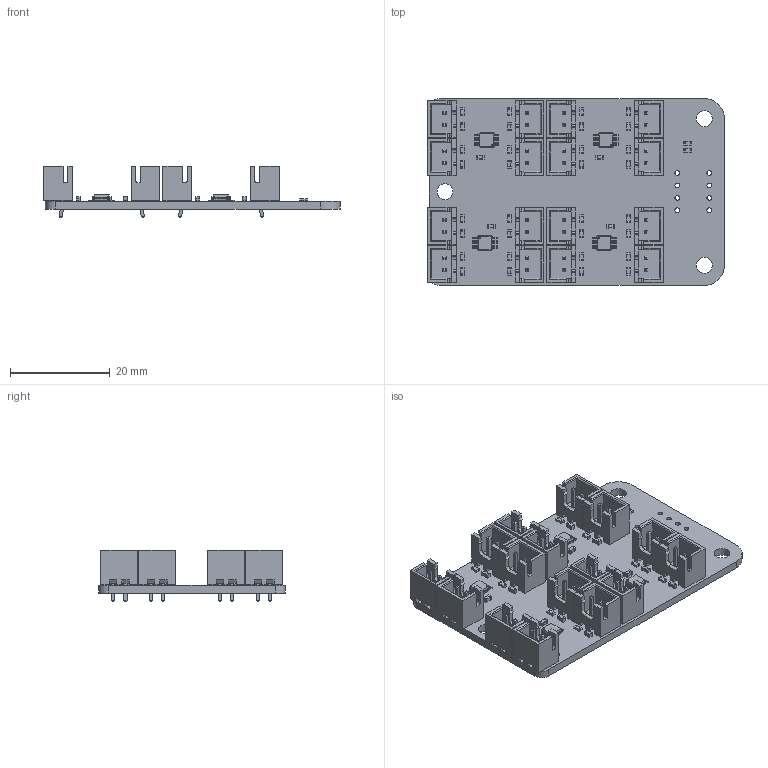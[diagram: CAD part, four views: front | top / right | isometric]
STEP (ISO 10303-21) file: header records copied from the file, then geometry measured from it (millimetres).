
FILE_DESCRIPTION(('KiCad electronic assembly'),'2;1');
FILE_NAME('ThermEX16.step','2024-09-08T11:53:21',('Pcbnew'),('Kicad'), 'Open CASCADE STEP processor 7.7','KiCad to STEP converter','Unknown' );
FILE_SCHEMA(('AUTOMOTIVE_DESIGN { 1 0 10303 214 1 1 1 1 }'));
Length unit declared in the file: millimetre
Products named in the file (10): ThermEX16 1; R_0603_1608Metric; JST_XH_B2B-XH-A_1x02_P2.50mm_Vertical; JST_B2B_XH_A; C_0603_1608Metric; VSSOP-10_3x3mm_P0.5mm; VSSOP_10_3x3mm_P05mm; ADCExpander_PCB
Assembly tree (63 placements, depth 3):
  ThermEX16 1
    R_0603_1608Metric  x18
      R_0603_1608Metric
    JST_XH_B2B-XH-A_1x02_P2.50mm_Vertical  x16
      JST_B2B_XH_A
    C_0603_1608Metric  x20
      C_0603_1608Metric
    VSSOP-10_3x3mm_P0.5mm  x4
      VSSOP_10_3x3mm_P05mm
    ADCExpander_PCB
Bounding box: 59.63 x 37.51 x 10.4 mm (x, y, z)
Volume: 6007.6 mm3; surface area: 11578.4 mm2
Topology: 59 solids, 59 shells, 3249 faces, 8581 edges, 5558 vertices
Faces by surface type: plane 2454, cylinder 659, bspline 136
Full cylindrical faces by diameter (mm): 0.25 x4, 0.95 x8, 1 x32, 3.2 x3
Entity records: 14801 total; most frequent: CARTESIAN_POINT 2249, ORIENTED_EDGE 2034, DIRECTION 2033, EDGE_CURVE 1017, LINE 761, VECTOR 761, VERTEX_POINT 652, AXIS2_PLACEMENT_3D 636
